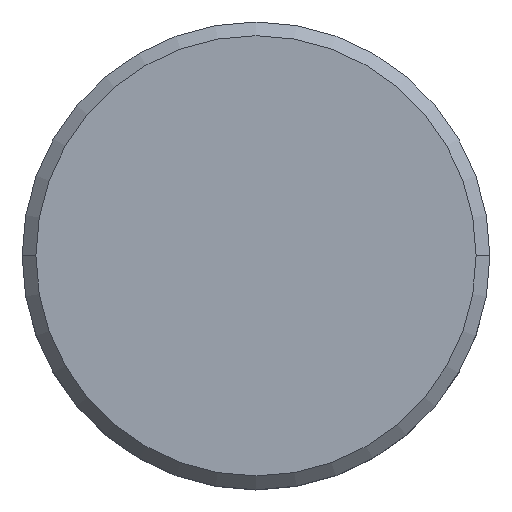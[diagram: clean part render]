
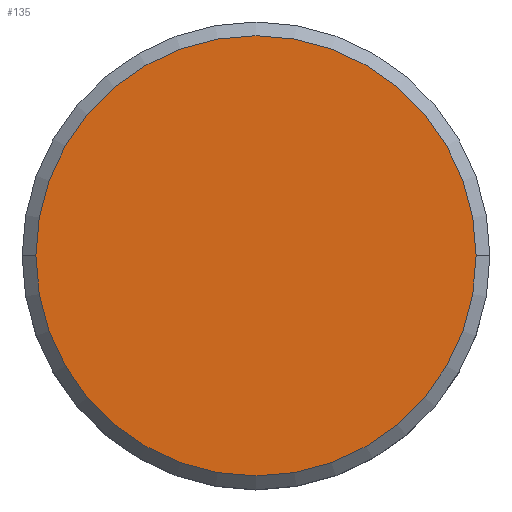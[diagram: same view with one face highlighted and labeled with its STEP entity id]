
A CAD part, top view. The second image highlights one B-rep face of the part: STEP entity #135.
In plain terms, the highlighted planar face has unit normal (0, 0, 1).
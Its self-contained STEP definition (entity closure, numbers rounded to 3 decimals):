
#4 = CARTESIAN_POINT ( 'NONE',  ( 0., 0., 0. ) ) ;
#12 = AXIS2_PLACEMENT_3D ( 'NONE', #701, #254, #1072 ) ;
#83 = FACE_OUTER_BOUND ( 'NONE', #993, .T. ) ;
#93 = CARTESIAN_POINT ( 'NONE',  ( 8., 0., 0. ) ) ;
#120 = VERTEX_POINT ( 'NONE', #93 ) ;
#135 = ADVANCED_FACE ( 'NONE', ( #83 ), #603, .T. ) ;
#178 = DIRECTION ( 'NONE',  ( 0., 0., 1. ) ) ;
#200 = EDGE_CURVE ( 'NONE', #120, #1084, #337, .T. ) ;
#254 = DIRECTION ( 'NONE',  ( 0., 0., 1. ) ) ;
#297 = DIRECTION ( 'NONE',  ( 1., 0., 0. ) ) ;
#337 = CIRCLE ( 'NONE', #839, 8. ) ;
#434 = EDGE_CURVE ( 'NONE', #1084, #120, #579, .T. ) ;
#518 = DIRECTION ( 'NONE',  ( 1., 0., 0. ) ) ;
#579 = CIRCLE ( 'NONE', #12, 8. ) ;
#603 = PLANE ( 'NONE',  #978 ) ;
#623 = CARTESIAN_POINT ( 'NONE',  ( 0., 0., 0. ) ) ;
#669 = ORIENTED_EDGE ( 'NONE', *, *, #200, .T. ) ;
#682 = CARTESIAN_POINT ( 'NONE',  ( -8., 0., 0. ) ) ;
#701 = CARTESIAN_POINT ( 'NONE',  ( 0., 0., 0. ) ) ;
#772 = ORIENTED_EDGE ( 'NONE', *, *, #434, .T. ) ;
#839 = AXIS2_PLACEMENT_3D ( 'NONE', #623, #917, #297 ) ;
#917 = DIRECTION ( 'NONE',  ( 0., 0., 1. ) ) ;
#978 = AXIS2_PLACEMENT_3D ( 'NONE', #4, #178, #518 ) ;
#993 = EDGE_LOOP ( 'NONE', ( #772, #669 ) ) ;
#1072 = DIRECTION ( 'NONE',  ( 1., 0., 0. ) ) ;
#1084 = VERTEX_POINT ( 'NONE', #682 ) ;
